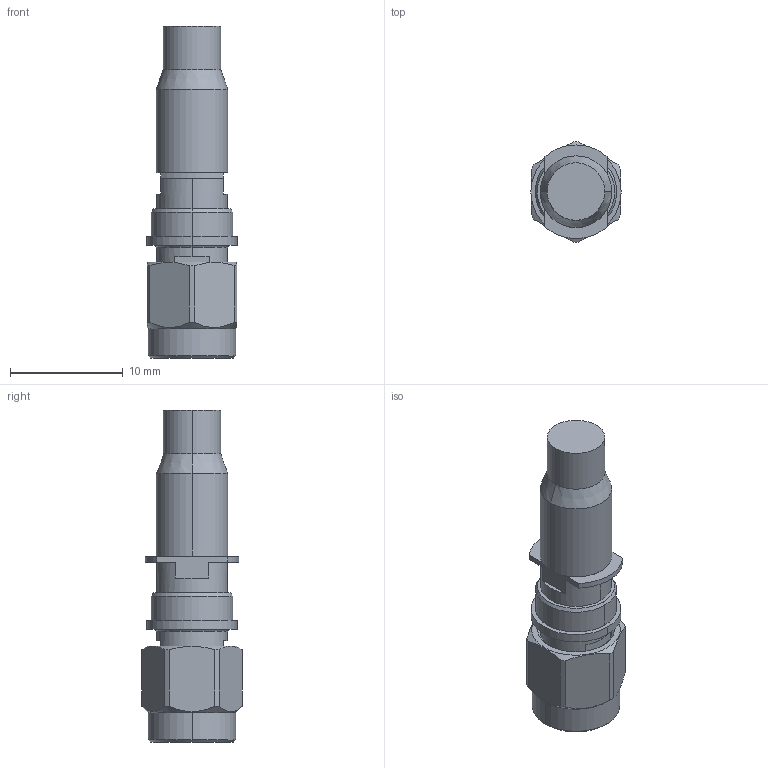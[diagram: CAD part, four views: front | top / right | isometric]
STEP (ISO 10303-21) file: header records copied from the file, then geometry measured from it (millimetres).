
FILE_DESCRIPTION (( 'STEP AP203' ), '1' );
FILE_NAME ('R125.079.001E.STEP', '2014-08-20T09:17:25', ( 'adminradiall' ), ( 'Microsoft' ), 'SwSTEP 2.0', 'SolidWorks 2014', '' );
FILE_SCHEMA (( 'CONFIG_CONTROL_DESIGN' ));
Length unit declared in the file: millimetre
Products named in the file (1): R125.079.001E
Bounding box: 8 x 8.9 x 29.43 mm (x, y, z)
Volume: 973.4 mm3; surface area: 1030.3 mm2
Topology: 1 solids, 1 shells, 96 faces, 232 edges, 144 vertices
Faces by surface type: cylinder 36, plane 36, cone 22, torus 2
Entity records: 2975 total; most frequent: CARTESIAN_POINT 585, DIRECTION 524, ORIENTED_EDGE 464, EDGE_CURVE 232, AXIS2_PLACEMENT_3D 211, VERTEX_POINT 144, CIRCLE 114, EDGE_LOOP 104
